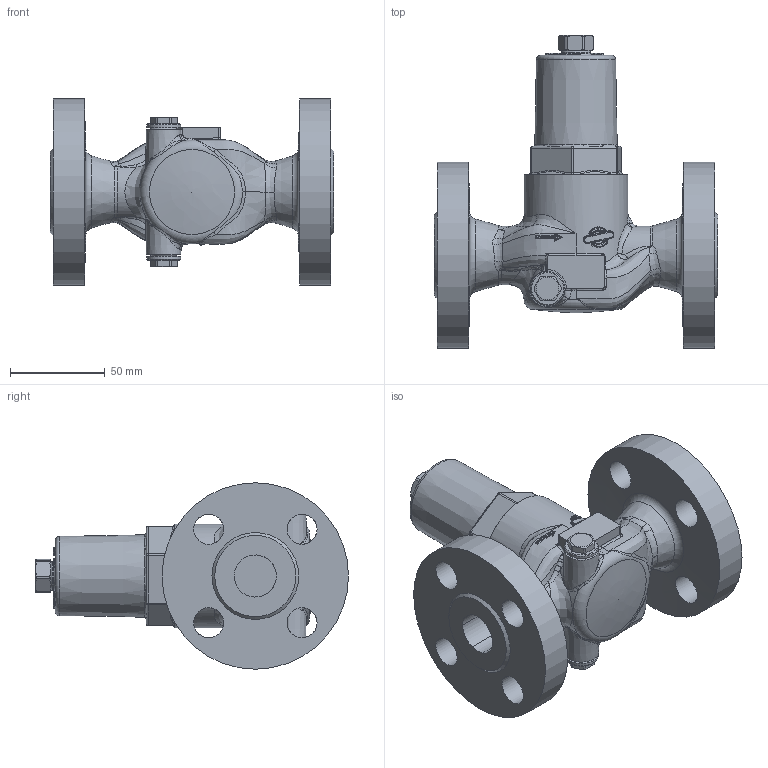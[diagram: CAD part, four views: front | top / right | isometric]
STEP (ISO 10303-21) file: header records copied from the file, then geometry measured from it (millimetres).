
FILE_DESCRIPTION(/* description */ (''),/* implementation_level */ '2;1');
FILE_NAME(/* name */ '080203.stp',/* time_stamp */ '2024-10-14T09:15:58+02:00',/* author */ ('Stefan.Junkers'),/* organization */ (''),/* preprocessor_version */ 'ST-DEVELOPER v20',/* originating_system */ 'Autodesk Inventor 2025',/* authorisation */ '');
FILE_SCHEMA (('AUTOMOTIVE_DESIGN { 1 0 10303 214 3 1 1 }'));
Products named in the file (1): 080203
Bounding box: 150 x 165.58 x 98.6 mm (x, y, z)
Volume: 575654.9 mm3; surface area: 80070.6 mm2
Topology: 1 solids, 1 shells, 625 faces, 1668 edges, 1038 vertices
Faces by surface type: bspline 322, plane 124, cylinder 97, cone 41, torus 30, sphere 11
Full cylindrical faces by diameter (mm): 2 x1, 5 x1, 10 x1, 10.2 x1, 15 x1, 15.9 x8, 18 x2, 55 x1, 98.6 x2
Entity records: 36681 total; most frequent: CARTESIAN_POINT 23086, ORIENTED_EDGE 3274, DIRECTION 1780, EDGE_CURVE 1637, VERTEX_POINT 1038, B_SPLINE_CURVE_WITH_KNOTS 873, AXIS2_PLACEMENT_3D 760, EDGE_LOOP 665
